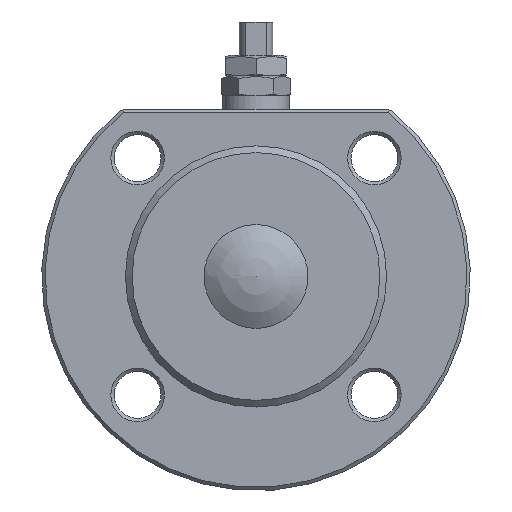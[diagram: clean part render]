
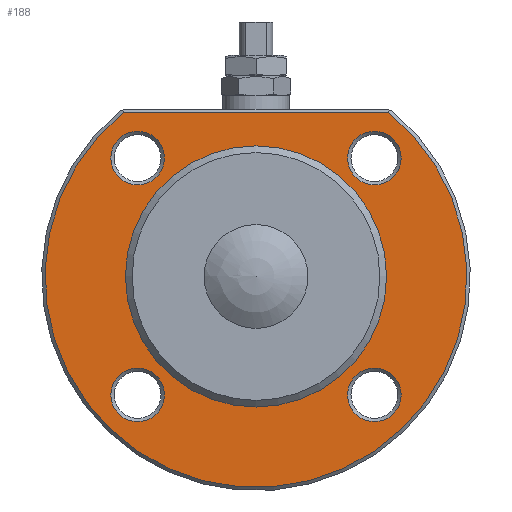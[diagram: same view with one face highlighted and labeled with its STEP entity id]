
A CAD part, front view. The second image highlights one B-rep face of the part: STEP entity #188.
In plain terms, the highlighted planar face has unit normal (0, -1, 0).
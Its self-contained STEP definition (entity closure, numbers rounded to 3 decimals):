
#188 = ADVANCED_FACE( '', ( #442, #443, #444, #445, #446, #447 ), #448, .T. );
#442 = FACE_OUTER_BOUND( '', #755, .T. );
#443 = FACE_BOUND( '', #756, .T. );
#444 = FACE_BOUND( '', #757, .T. );
#445 = FACE_BOUND( '', #758, .T. );
#446 = FACE_BOUND( '', #759, .T. );
#447 = FACE_BOUND( '', #760, .T. );
#448 = PLANE( '', #761 );
#755 = EDGE_LOOP( '', ( #1220, #1221 ) );
#756 = EDGE_LOOP( '', ( #1222 ) );
#757 = EDGE_LOOP( '', ( #1223 ) );
#758 = EDGE_LOOP( '', ( #1224 ) );
#759 = EDGE_LOOP( '', ( #1225 ) );
#760 = EDGE_LOOP( '', ( #1226 ) );
#761 = AXIS2_PLACEMENT_3D( '', #1227, #1228, #1229 );
#1220 = ORIENTED_EDGE( '', *, *, #1733, .T. );
#1221 = ORIENTED_EDGE( '', *, *, #1595, .T. );
#1222 = ORIENTED_EDGE( '', *, *, #1734, .T. );
#1223 = ORIENTED_EDGE( '', *, *, #1735, .T. );
#1224 = ORIENTED_EDGE( '', *, *, #1697, .T. );
#1225 = ORIENTED_EDGE( '', *, *, #1661, .T. );
#1226 = ORIENTED_EDGE( '', *, *, #1671, .T. );
#1227 = CARTESIAN_POINT( '', ( 0., 2., 0. ) );
#1228 = DIRECTION( '', ( 0., -1., 0. ) );
#1229 = DIRECTION( '', ( 0., 0., -1. ) );
#1595 = EDGE_CURVE( '', #1859, #1860, #1861, .T. );
#1661 = EDGE_CURVE( '', #1972, #1972, #1973, .T. );
#1671 = EDGE_CURVE( '', #1987, #1987, #1988, .T. );
#1697 = EDGE_CURVE( '', #2023, #2023, #2024, .T. );
#1733 = EDGE_CURVE( '', #1860, #1859, #2079, .T. );
#1734 = EDGE_CURVE( '', #2080, #2080, #2081, .T. );
#1735 = EDGE_CURVE( '', #2082, #2082, #2083, .T. );
#1859 = VERTEX_POINT( '', #2241 );
#1860 = VERTEX_POINT( '', #2242 );
#1861 = CIRCLE( '', #2243, 63. );
#1972 = VERTEX_POINT( '', #2420 );
#1973 = CIRCLE( '', #2421, 8. );
#1987 = VERTEX_POINT( '', #2439 );
#1988 = CIRCLE( '', #2440, 8. );
#2023 = VERTEX_POINT( '', #2484 );
#2024 = CIRCLE( '', #2485, 8. );
#2079 = LINE( '', #2593, #2594 );
#2080 = VERTEX_POINT( '', #2595 );
#2081 = CIRCLE( '', #2596, 39. );
#2082 = VERTEX_POINT( '', #2597 );
#2083 = CIRCLE( '', #2598, 8. );
#2241 = CARTESIAN_POINT( '', ( -39.598, 2., 49. ) );
#2242 = CARTESIAN_POINT( '', ( 39.598, 2., 49. ) );
#2243 = AXIS2_PLACEMENT_3D( '', #2862, #2863, #2864 );
#2420 = CARTESIAN_POINT( '', ( -35.355, 2., 27.355 ) );
#2421 = AXIS2_PLACEMENT_3D( '', #2950, #2951, #2952 );
#2439 = CARTESIAN_POINT( '', ( -35.355, 2., -43.355 ) );
#2440 = AXIS2_PLACEMENT_3D( '', #2963, #2964, #2965 );
#2484 = CARTESIAN_POINT( '', ( 35.355, 2., -43.355 ) );
#2485 = AXIS2_PLACEMENT_3D( '', #2997, #2998, #2999 );
#2593 = CARTESIAN_POINT( '', ( 0., 2., 49. ) );
#2594 = VECTOR( '', #3025, 1000. );
#2595 = CARTESIAN_POINT( '', ( 39., 2., 0. ) );
#2596 = AXIS2_PLACEMENT_3D( '', #3026, #3027, #3028 );
#2597 = CARTESIAN_POINT( '', ( 35.355, 2., 27.355 ) );
#2598 = AXIS2_PLACEMENT_3D( '', #3029, #3030, #3031 );
#2862 = CARTESIAN_POINT( '', ( 0., 2., 0. ) );
#2863 = DIRECTION( '', ( 0., -1., 0. ) );
#2864 = DIRECTION( '', ( 0., 0., -1. ) );
#2950 = CARTESIAN_POINT( '', ( -35.355, 2., 35.355 ) );
#2951 = DIRECTION( '', ( 0., 1., 0. ) );
#2952 = DIRECTION( '', ( 0., 0., -1. ) );
#2963 = CARTESIAN_POINT( '', ( -35.355, 2., -35.355 ) );
#2964 = DIRECTION( '', ( 0., 1., 0. ) );
#2965 = DIRECTION( '', ( 0., 0., -1. ) );
#2997 = CARTESIAN_POINT( '', ( 35.355, 2., -35.355 ) );
#2998 = DIRECTION( '', ( 0., 1., 0. ) );
#2999 = DIRECTION( '', ( 0., 0., -1. ) );
#3025 = DIRECTION( '', ( -1., 0., 0. ) );
#3026 = CARTESIAN_POINT( '', ( 0., 2., 0. ) );
#3027 = DIRECTION( '', ( 0., 1., 0. ) );
#3028 = DIRECTION( '', ( 1., 0., 0. ) );
#3029 = CARTESIAN_POINT( '', ( 35.355, 2., 35.355 ) );
#3030 = DIRECTION( '', ( 0., 1., 0. ) );
#3031 = DIRECTION( '', ( 0., 0., -1. ) );
